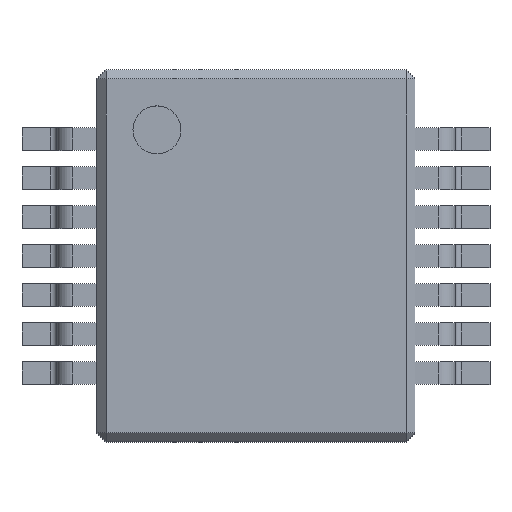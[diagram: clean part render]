
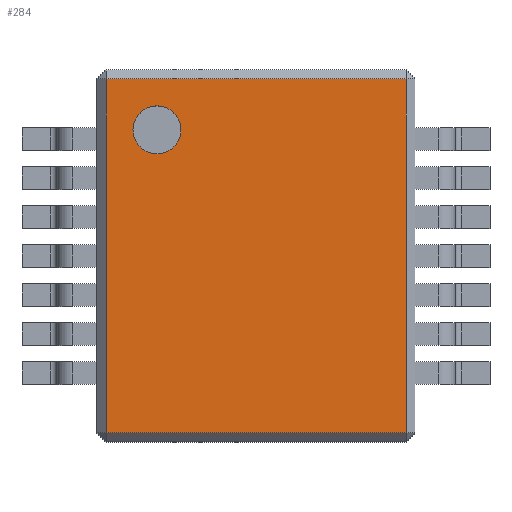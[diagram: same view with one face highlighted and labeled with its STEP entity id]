
A CAD part, top view. The second image highlights one B-rep face of the part: STEP entity #284.
In plain terms, the highlighted planar face has unit normal (0, 0, 1).
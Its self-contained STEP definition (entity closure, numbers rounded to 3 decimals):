
#13=DIRECTION('',(0.,0.,1.));
#14=DIRECTION('',(1.,0.,0.));
#77=VECTOR('',#78,1.);
#78=DIRECTION('',(0.,1.,0.));
#153=VERTEX_POINT('',#154);
#154=CARTESIAN_POINT('',(-2.5,-2.95,2.));
#162=VERTEX_POINT('',#163);
#163=CARTESIAN_POINT('',(-2.5,2.95,2.));
#168=ORIENTED_EDGE('',*,*,#169,.F.);
#169=EDGE_CURVE('',#153,#162,#170,.T.);
#170=LINE('',#171,#77);
#171=CARTESIAN_POINT('',(-2.5,-3.1,2.));
#241=VECTOR('',#14,1.);
#284=ADVANCED_FACE('',(#285,#303),#312,.T.);
#285=FACE_BOUND('',#286,.T.);
#286=EDGE_LOOP('',(#168,#287,#293,#299));
#287=ORIENTED_EDGE('',*,*,#288,.T.);
#288=EDGE_CURVE('',#153,#289,#291,.T.);
#289=VERTEX_POINT('',#290);
#290=CARTESIAN_POINT('',(2.5,-2.95,2.));
#291=LINE('',#292,#241);
#292=CARTESIAN_POINT('',(-2.65,-2.95,2.));
#293=ORIENTED_EDGE('',*,*,#294,.T.);
#294=EDGE_CURVE('',#289,#295,#297,.T.);
#295=VERTEX_POINT('',#296);
#296=CARTESIAN_POINT('',(2.5,2.95,2.));
#297=LINE('',#298,#77);
#298=CARTESIAN_POINT('',(2.5,-3.1,2.));
#299=ORIENTED_EDGE('',*,*,#300,.F.);
#300=EDGE_CURVE('',#162,#295,#301,.T.);
#301=LINE('',#302,#241);
#302=CARTESIAN_POINT('',(-2.65,2.95,2.));
#303=FACE_BOUND('',#304,.T.);
#304=EDGE_LOOP('',(#305));
#305=ORIENTED_EDGE('',*,*,#306,.F.);
#306=EDGE_CURVE('',#307,#307,#309,.T.);
#307=VERTEX_POINT('',#308);
#308=CARTESIAN_POINT('',(-1.25,2.1,2.));
#309=CIRCLE('',#310,0.4);
#310=AXIS2_PLACEMENT_3D('',#311,#13,#14);
#311=CARTESIAN_POINT('',(-1.65,2.1,2.));
#312=PLANE('',#313);
#313=AXIS2_PLACEMENT_3D('',#314,#13,#14);
#314=CARTESIAN_POINT('',(-2.65,-3.1,2.));
